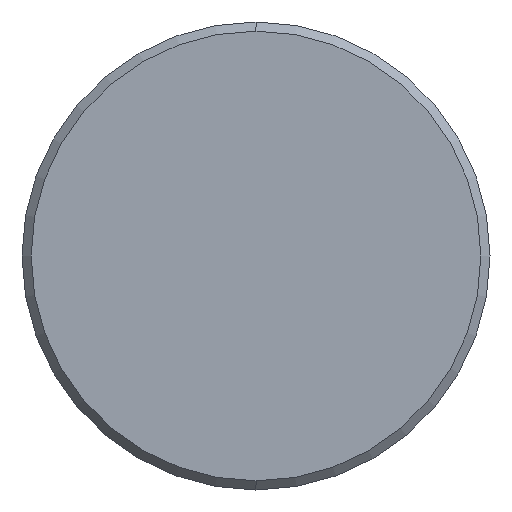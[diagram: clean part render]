
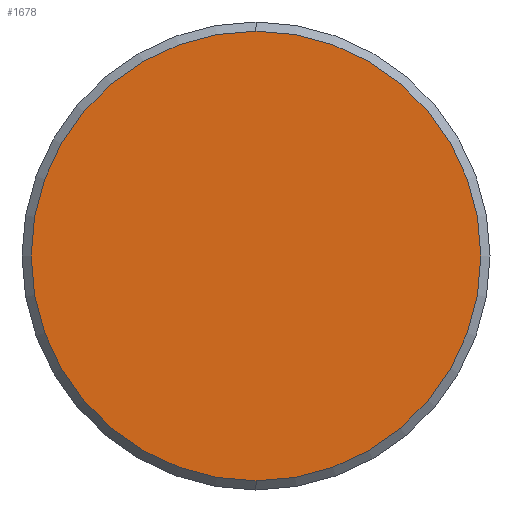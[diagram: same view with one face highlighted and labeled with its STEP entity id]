
A CAD part, left-side view. The second image highlights one B-rep face of the part: STEP entity #1678.
In plain terms, the highlighted planar face has unit normal (-1, 0, 0).
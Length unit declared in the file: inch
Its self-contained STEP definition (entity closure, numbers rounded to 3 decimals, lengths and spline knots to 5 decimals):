
#89 = CARTESIAN_POINT ( 'NONE',  ( -2.5, 0., 0. ) ) ;
#320 = CARTESIAN_POINT ( 'NONE',  ( -2.5, 0., 0. ) ) ;
#353 = ORIENTED_EDGE ( 'NONE', *, *, #743, .T. ) ;
#540 = FACE_OUTER_BOUND ( 'NONE', #1841, .T. ) ;
#580 = DIRECTION ( 'NONE',  ( -1., 0., 0. ) ) ;
#628 = AXIS2_PLACEMENT_3D ( 'NONE', #320, #1161, #1674 ) ;
#743 = EDGE_CURVE ( 'NONE', #926, #1365, #984, .T. ) ;
#772 = CARTESIAN_POINT ( 'NONE',  ( -2.5, 0.6232, 0. ) ) ;
#882 = CIRCLE ( 'NONE', #911, 0.5932 ) ;
#911 = AXIS2_PLACEMENT_3D ( 'NONE', #89, #580, #1591 ) ;
#922 = CARTESIAN_POINT ( 'NONE',  ( -2.5, 0., -0.5932 ) ) ;
#926 = VERTEX_POINT ( 'NONE', #922 ) ;
#952 = EDGE_CURVE ( 'NONE', #1365, #926, #882, .T. ) ;
#984 = CIRCLE ( 'NONE', #628, 0.5932 ) ;
#1037 = CARTESIAN_POINT ( 'NONE',  ( -2.5, 0., 0.5932 ) ) ;
#1106 = DIRECTION ( 'NONE',  ( 0., 0., 1. ) ) ;
#1161 = DIRECTION ( 'NONE',  ( -1., 0., 0. ) ) ;
#1262 = DIRECTION ( 'NONE',  ( -1., 0., 0. ) ) ;
#1365 = VERTEX_POINT ( 'NONE', #1037 ) ;
#1375 = AXIS2_PLACEMENT_3D ( 'NONE', #772, #1262, #1106 ) ;
#1451 = ORIENTED_EDGE ( 'NONE', *, *, #952, .T. ) ;
#1591 = DIRECTION ( 'NONE',  ( 0., 0., 1. ) ) ;
#1674 = DIRECTION ( 'NONE',  ( 0., 0., 1. ) ) ;
#1678 = ADVANCED_FACE ( 'NONE', ( #540 ), #1941, .T. ) ;
#1841 = EDGE_LOOP ( 'NONE', ( #353, #1451 ) ) ;
#1941 = PLANE ( 'NONE',  #1375 ) ;
